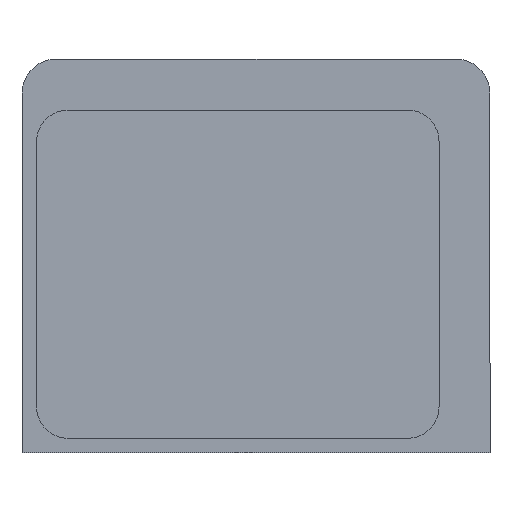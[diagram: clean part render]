
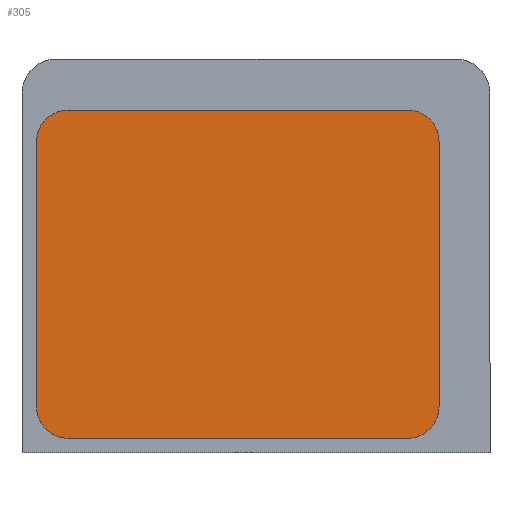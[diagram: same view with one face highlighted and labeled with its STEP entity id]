
A CAD part, front view. The second image highlights one B-rep face of the part: STEP entity #305.
In plain terms, the highlighted planar face has unit normal (0, -1, 0).
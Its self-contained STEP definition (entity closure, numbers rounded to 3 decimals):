
#22=PLANE('',#347);
#38=FACE_OUTER_BOUND('',#56,.T.);
#56=EDGE_LOOP('',(#258,#259,#260,#261,#262,#263,#264,#265));
#75=LINE('',#488,#105);
#78=LINE('',#496,#108);
#81=LINE('',#504,#111);
#84=LINE('',#512,#114);
#105=VECTOR('',#391,10.);
#108=VECTOR('',#400,10.);
#111=VECTOR('',#409,10.);
#114=VECTOR('',#418,10.);
#129=CIRCLE('',#337,6.5);
#130=CIRCLE('',#340,6.5);
#131=CIRCLE('',#343,6.5);
#132=CIRCLE('',#346,6.5);
#151=VERTEX_POINT('',#485);
#152=VERTEX_POINT('',#487);
#153=VERTEX_POINT('',#491);
#154=VERTEX_POINT('',#495);
#155=VERTEX_POINT('',#499);
#156=VERTEX_POINT('',#503);
#157=VERTEX_POINT('',#507);
#158=VERTEX_POINT('',#511);
#182=EDGE_CURVE('',#152,#151,#75,.T.);
#184=EDGE_CURVE('',#153,#152,#129,.T.);
#186=EDGE_CURVE('',#154,#153,#78,.T.);
#188=EDGE_CURVE('',#155,#154,#130,.T.);
#190=EDGE_CURVE('',#156,#155,#81,.T.);
#192=EDGE_CURVE('',#157,#156,#131,.T.);
#194=EDGE_CURVE('',#158,#157,#84,.T.);
#196=EDGE_CURVE('',#151,#158,#132,.T.);
#258=ORIENTED_EDGE('',*,*,#196,.T.);
#259=ORIENTED_EDGE('',*,*,#194,.T.);
#260=ORIENTED_EDGE('',*,*,#192,.T.);
#261=ORIENTED_EDGE('',*,*,#190,.T.);
#262=ORIENTED_EDGE('',*,*,#188,.T.);
#263=ORIENTED_EDGE('',*,*,#186,.T.);
#264=ORIENTED_EDGE('',*,*,#184,.T.);
#265=ORIENTED_EDGE('',*,*,#182,.T.);
#305=ADVANCED_FACE('',(#38),#22,.F.);
#337=AXIS2_PLACEMENT_3D('',#492,#395,#396);
#340=AXIS2_PLACEMENT_3D('',#500,#404,#405);
#343=AXIS2_PLACEMENT_3D('',#508,#413,#414);
#346=AXIS2_PLACEMENT_3D('',#515,#422,#423);
#347=AXIS2_PLACEMENT_3D('',#516,#424,#425);
#391=DIRECTION('',(0.,0.,-1.));
#395=DIRECTION('center_axis',(0.,-1.,0.));
#396=DIRECTION('ref_axis',(-1.,0.,0.));
#400=DIRECTION('',(-1.,0.,0.));
#404=DIRECTION('center_axis',(0.,-1.,0.));
#405=DIRECTION('ref_axis',(0.,0.,1.));
#409=DIRECTION('',(0.,0.,1.));
#413=DIRECTION('center_axis',(0.,-1.,0.));
#414=DIRECTION('ref_axis',(1.,0.,0.));
#418=DIRECTION('',(1.,0.,0.));
#422=DIRECTION('center_axis',(0.,-1.,0.));
#423=DIRECTION('ref_axis',(0.,0.,-1.));
#424=DIRECTION('center_axis',(0.,1.,0.));
#425=DIRECTION('ref_axis',(-1.,0.,0.));
#485=CARTESIAN_POINT('',(-93.447,-4.,-71.665));
#487=CARTESIAN_POINT('',(-93.447,-4.,-17.));
#488=CARTESIAN_POINT('',(-93.447,-4.,-17.));
#491=CARTESIAN_POINT('',(-86.947,-4.,-10.5));
#492=CARTESIAN_POINT('Origin',(-86.947,-4.,-17.));
#495=CARTESIAN_POINT('',(-17.,-4.,-10.5));
#496=CARTESIAN_POINT('',(-17.,-4.,-10.5));
#499=CARTESIAN_POINT('',(-10.5,-4.,-17.));
#500=CARTESIAN_POINT('Origin',(-17.,-4.,-17.));
#503=CARTESIAN_POINT('',(-10.5,-4.,-71.665));
#504=CARTESIAN_POINT('',(-10.5,-4.,-71.665));
#507=CARTESIAN_POINT('',(-17.,-4.,-78.165));
#508=CARTESIAN_POINT('Origin',(-17.,-4.,-71.665));
#511=CARTESIAN_POINT('',(-86.947,-4.,-78.165));
#512=CARTESIAN_POINT('',(-86.947,-4.,-78.165));
#515=CARTESIAN_POINT('Origin',(-86.947,-4.,-71.665));
#516=CARTESIAN_POINT('Origin',(-51.974,-4.,-44.332));
